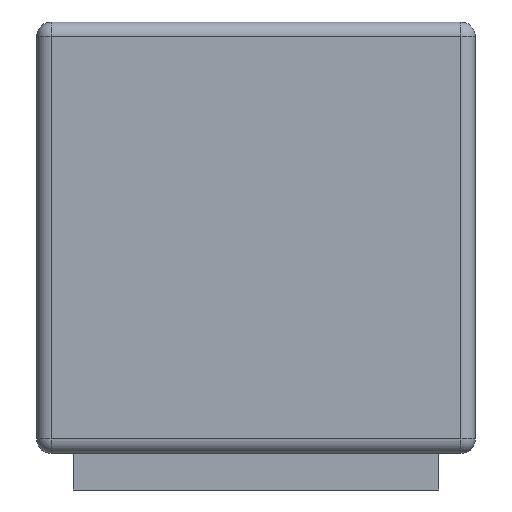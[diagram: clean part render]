
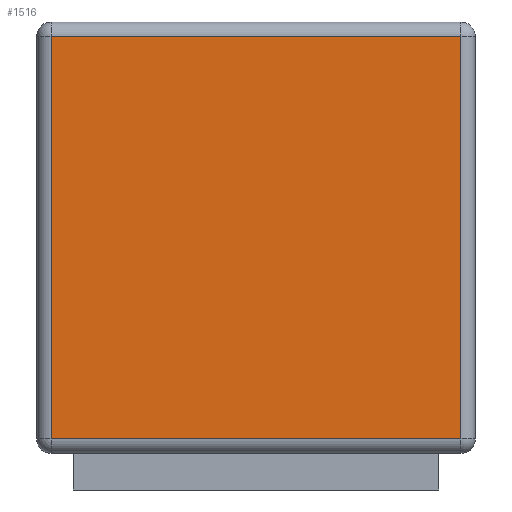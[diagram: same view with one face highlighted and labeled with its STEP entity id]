
A CAD part, front view. The second image highlights one B-rep face of the part: STEP entity #1516.
In plain terms, the highlighted planar face has unit normal (0, -1, 0).
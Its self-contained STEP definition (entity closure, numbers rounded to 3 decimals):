
#60 = VERTEX_POINT ( 'NONE', #275 ) ;
#144 = PLANE ( 'NONE',  #644 ) ;
#148 = DIRECTION ( 'NONE',  ( 0., 0., -1. ) ) ;
#167 = LINE ( 'NONE', #1279, #1566 ) ;
#199 = VERTEX_POINT ( 'NONE', #1035 ) ;
#248 = ORIENTED_EDGE ( 'NONE', *, *, #1497, .T. ) ;
#271 = CARTESIAN_POINT ( 'NONE',  ( -0.15, -0.3, 0.295 ) ) ;
#272 = EDGE_CURVE ( 'NONE', #199, #548, #842, .T. ) ;
#275 = CARTESIAN_POINT ( 'NONE',  ( 0.14, -0.3, 0.285 ) ) ;
#293 = ORIENTED_EDGE ( 'NONE', *, *, #818, .T. ) ;
#301 = LINE ( 'NONE', #1315, #824 ) ;
#401 = FACE_OUTER_BOUND ( 'NONE', #700, .T. ) ;
#548 = VERTEX_POINT ( 'NONE', #1338 ) ;
#644 = AXIS2_PLACEMENT_3D ( 'NONE', #271, #756, #1423 ) ;
#680 = VERTEX_POINT ( 'NONE', #893 ) ;
#700 = EDGE_LOOP ( 'NONE', ( #248, #293, #1608, #943 ) ) ;
#756 = DIRECTION ( 'NONE',  ( 0., 1., 0. ) ) ;
#810 = DIRECTION ( 'NONE',  ( -1., 0., 0. ) ) ;
#818 = EDGE_CURVE ( 'NONE', #60, #680, #301, .T. ) ;
#824 = VECTOR ( 'NONE', #810, 1000. ) ;
#842 = LINE ( 'NONE', #1348, #1330 ) ;
#855 = EDGE_CURVE ( 'NONE', #680, #199, #1022, .T. ) ;
#893 = CARTESIAN_POINT ( 'NONE',  ( -0.14, -0.3, 0.285 ) ) ;
#943 = ORIENTED_EDGE ( 'NONE', *, *, #272, .T. ) ;
#1002 = VECTOR ( 'NONE', #148, 1000. ) ;
#1006 = DIRECTION ( 'NONE',  ( 0., 0., 1. ) ) ;
#1022 = LINE ( 'NONE', #1381, #1002 ) ;
#1035 = CARTESIAN_POINT ( 'NONE',  ( -0.14, -0.3, 0.01 ) ) ;
#1279 = CARTESIAN_POINT ( 'NONE',  ( 0.14, -0.3, 0.295 ) ) ;
#1315 = CARTESIAN_POINT ( 'NONE',  ( -0.15, -0.3, 0.285 ) ) ;
#1330 = VECTOR ( 'NONE', #1596, 1000. ) ;
#1338 = CARTESIAN_POINT ( 'NONE',  ( 0.14, -0.3, 0.01 ) ) ;
#1348 = CARTESIAN_POINT ( 'NONE',  ( -0.15, -0.3, 0.01 ) ) ;
#1381 = CARTESIAN_POINT ( 'NONE',  ( -0.14, -0.3, 0.295 ) ) ;
#1423 = DIRECTION ( 'NONE',  ( -1., 0., 0. ) ) ;
#1497 = EDGE_CURVE ( 'NONE', #548, #60, #167, .T. ) ;
#1516 = ADVANCED_FACE ( 'NONE', ( #401 ), #144, .F. ) ;
#1566 = VECTOR ( 'NONE', #1006, 1000. ) ;
#1596 = DIRECTION ( 'NONE',  ( 1., 0., 0. ) ) ;
#1608 = ORIENTED_EDGE ( 'NONE', *, *, #855, .T. ) ;
